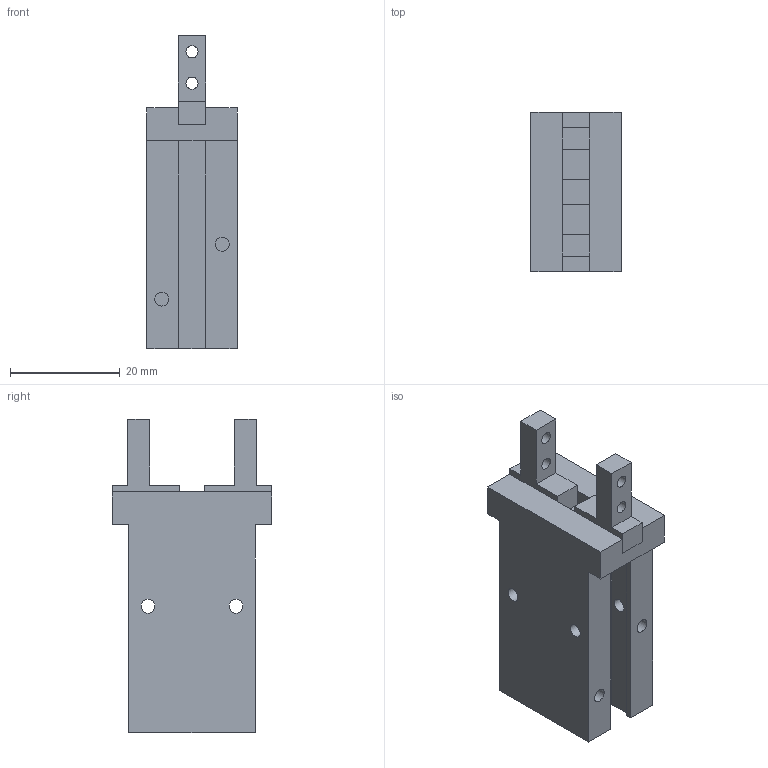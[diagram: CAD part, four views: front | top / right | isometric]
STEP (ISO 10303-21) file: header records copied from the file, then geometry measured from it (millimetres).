
FILE_DESCRIPTION(('STEP AP214'),'1');
FILE_NAME('CA.09.05.009.stp','2018-01-09T11:03:30',(' '),(' '),'Spatial InterOp 3D',' ',' ');
FILE_SCHEMA(('AUTOMOTIVE_DESIGN { 1 0 10303 214 1 1 1 1 }'));
Length unit declared in the file: millimetre
Products named in the file (3): MHZ2-10D.step_MHZ2-Body_10; MHZ2-10D.step_mhz2-prong_10
Assembly tree (3 placements, depth 2):
  (unnamed)
    MHZ2-10D.step_MHZ2-Body_10
    MHZ2-10D.step_mhz2-prong_10  x2
Bounding box: 16.4 x 29 x 57 mm (x, y, z)
Volume: 14725.2 mm3; surface area: 7120.1 mm2
Topology: 3 solids, 3 shells, 74 faces, 194 edges, 134 vertices
Faces by surface type: plane 58, cylinder 16
Full cylindrical faces by diameter (mm): 2 x1, 2.2 x4, 2.5 x10, 11 x1
Entity records: 2324 total; most frequent: CARTESIAN_POINT 302, DIRECTION 296, ORIENTED_EDGE 272, EDGE_CURVE 136, LINE 108, VECTOR 108, VERTEX_POINT 100, EDGE_LOOP 96
